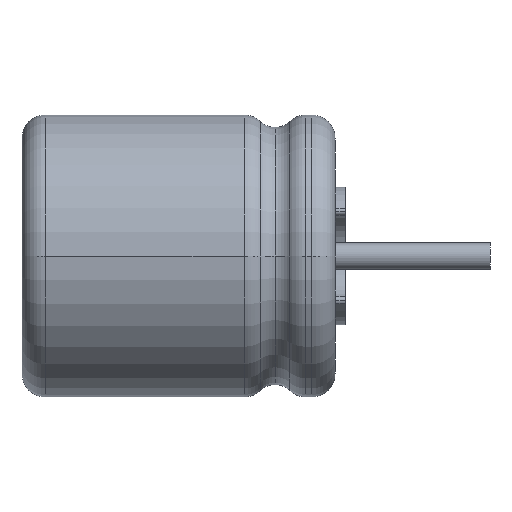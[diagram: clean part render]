
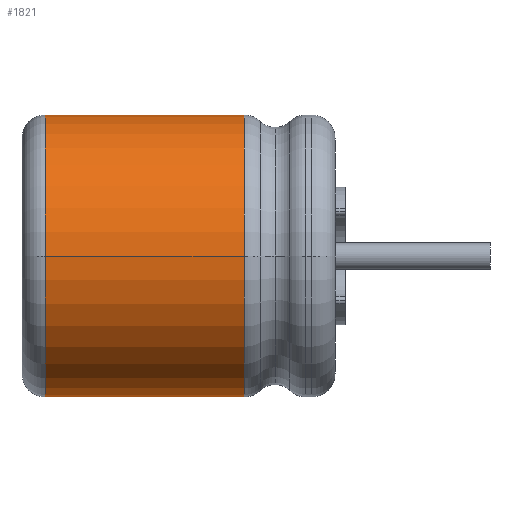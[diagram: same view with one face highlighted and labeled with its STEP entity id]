
A CAD part, left-side view. The second image highlights one B-rep face of the part: STEP entity #1821.
In plain terms, the highlighted cylindrical face has radius 3.175 mm (diameter 6.351 mm), a partial arc.
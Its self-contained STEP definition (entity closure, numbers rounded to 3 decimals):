
#16 = EDGE_CURVE ( 'NONE', #917, #3606, #2429, .T. ) ;
#130 = DIRECTION ( 'NONE',  ( 1., 0., 0. ) ) ;
#135 = ORIENTED_EDGE ( 'NONE', *, *, #1240, .F. ) ;
#177 = ORIENTED_EDGE ( 'NONE', *, *, #1935, .T. ) ;
#281 = CARTESIAN_POINT ( 'NONE',  ( 0., 2.52, 3.175 ) ) ;
#332 = ORIENTED_EDGE ( 'NONE', *, *, #16, .F. ) ;
#385 = CARTESIAN_POINT ( 'NONE',  ( 0., 7., -3.175 ) ) ;
#477 = CIRCLE ( 'NONE', #3139, 3.175 ) ;
#776 = ORIENTED_EDGE ( 'NONE', *, *, #1186, .F. ) ;
#831 = CARTESIAN_POINT ( 'NONE',  ( 0., 2.52, -3.175 ) ) ;
#898 = VERTEX_POINT ( 'NONE', #385 ) ;
#917 = VERTEX_POINT ( 'NONE', #4066 ) ;
#1186 = EDGE_CURVE ( 'NONE', #4052, #898, #2388, .T. ) ;
#1240 = EDGE_CURVE ( 'NONE', #3606, #4052, #477, .T. ) ;
#1394 = CYLINDRICAL_SURFACE ( 'NONE', #1496, 3.175 ) ;
#1496 = AXIS2_PLACEMENT_3D ( 'NONE', #4469, #3390, #3655 ) ;
#1693 = CARTESIAN_POINT ( 'NONE',  ( 0., 12.922, -3.175 ) ) ;
#1821 = ADVANCED_FACE ( 'NONE', ( #4628 ), #1394, .T. ) ;
#1935 = EDGE_CURVE ( 'NONE', #917, #898, #1957, .T. ) ;
#1957 = CIRCLE ( 'NONE', #2556, 3.175 ) ;
#2388 = LINE ( 'NONE', #1693, #2770 ) ;
#2410 = CARTESIAN_POINT ( 'NONE',  ( 0., 2.52, 0. ) ) ;
#2429 = LINE ( 'NONE', #3115, #3265 ) ;
#2451 = DIRECTION ( 'NONE',  ( 0., -1., 0. ) ) ;
#2456 = DIRECTION ( 'NONE',  ( 1., 0., 0. ) ) ;
#2556 = AXIS2_PLACEMENT_3D ( 'NONE', #3918, #3521, #2456 ) ;
#2770 = VECTOR ( 'NONE', #3080, 1000. ) ;
#3080 = DIRECTION ( 'NONE',  ( 0., 1., 0. ) ) ;
#3115 = CARTESIAN_POINT ( 'NONE',  ( 0., 12.922, 3.175 ) ) ;
#3139 = AXIS2_PLACEMENT_3D ( 'NONE', #2410, #3849, #130 ) ;
#3265 = VECTOR ( 'NONE', #2451, 1000. ) ;
#3390 = DIRECTION ( 'NONE',  ( 0., 1., 0. ) ) ;
#3521 = DIRECTION ( 'NONE',  ( 0., -1., 0. ) ) ;
#3606 = VERTEX_POINT ( 'NONE', #281 ) ;
#3655 = DIRECTION ( 'NONE',  ( 1., 0., 0. ) ) ;
#3849 = DIRECTION ( 'NONE',  ( 0., -1., 0. ) ) ;
#3918 = CARTESIAN_POINT ( 'NONE',  ( 0., 7., 0. ) ) ;
#4052 = VERTEX_POINT ( 'NONE', #831 ) ;
#4066 = CARTESIAN_POINT ( 'NONE',  ( 0., 7., 3.175 ) ) ;
#4469 = CARTESIAN_POINT ( 'NONE',  ( 0., 12.922, 0. ) ) ;
#4505 = EDGE_LOOP ( 'NONE', ( #177, #776, #135, #332 ) ) ;
#4628 = FACE_OUTER_BOUND ( 'NONE', #4505, .T. ) ;
